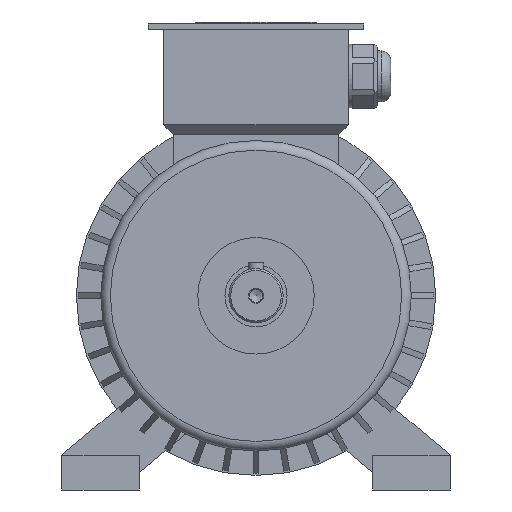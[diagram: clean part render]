
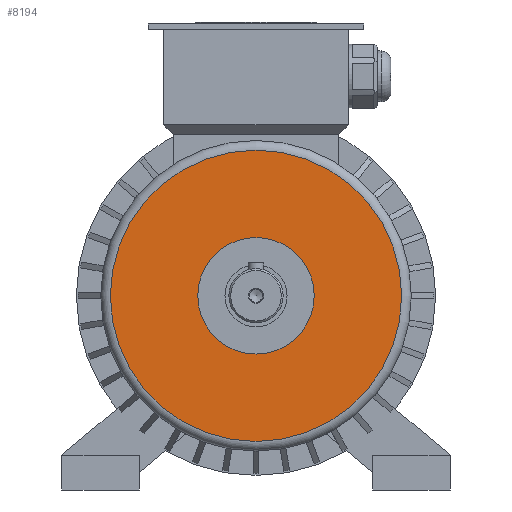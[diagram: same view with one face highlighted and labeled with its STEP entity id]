
A CAD part, front view. The second image highlights one B-rep face of the part: STEP entity #8194.
In plain terms, the highlighted planar face has unit normal (0, -1, 0).
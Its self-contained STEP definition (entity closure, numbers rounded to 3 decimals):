
#327=CIRCLE('',#8678,75.);
#328=CIRCLE('',#8679,30.);
#958=ORIENTED_EDGE('',*,*,#2623,.T.);
#959=ORIENTED_EDGE('',*,*,#2624,.T.);
#2623=EDGE_CURVE('',#3430,#3430,#327,.F.);
#2624=EDGE_CURVE('',#3431,#3431,#328,.T.);
#3430=VERTEX_POINT('',#11621);
#3431=VERTEX_POINT('',#11623);
#4922=EDGE_LOOP('',(#958));
#4923=EDGE_LOOP('',(#959));
#5294=FACE_BOUND('',#4922,.T.);
#5295=FACE_BOUND('',#4923,.T.);
#5649=PLANE('',#8677);
#8194=ADVANCED_FACE('',(#5294,#5295),#5649,.F.);
#8677=AXIS2_PLACEMENT_3D('',#11619,#9765,#9766);
#8678=AXIS2_PLACEMENT_3D('',#11620,#9767,#9768);
#8679=AXIS2_PLACEMENT_3D('',#11622,#9769,#9770);
#9765=DIRECTION('',(0.,1.,0.));
#9766=DIRECTION('',(0.,0.,1.));
#9767=DIRECTION('',(0.,1.,0.));
#9768=DIRECTION('',(0.,0.,1.));
#9769=DIRECTION('',(0.,1.,0.));
#9770=DIRECTION('',(1.,0.,0.));
#11619=CARTESIAN_POINT('',(0.,-27.,0.));
#11620=CARTESIAN_POINT('',(0.,-27.,0.));
#11621=CARTESIAN_POINT('',(0.,-27.,75.));
#11622=CARTESIAN_POINT('',(0.,-27.,0.));
#11623=CARTESIAN_POINT('',(30.,-27.,0.));
